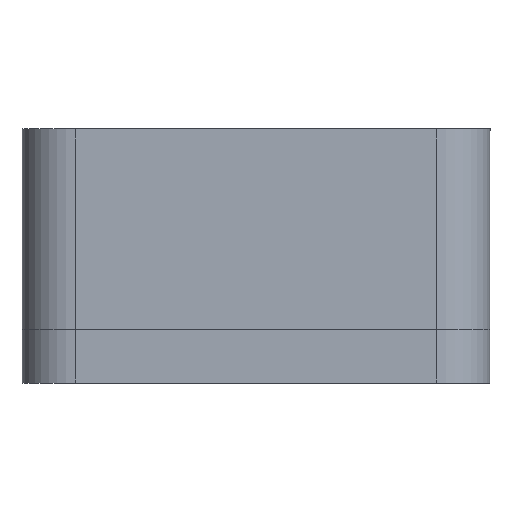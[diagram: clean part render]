
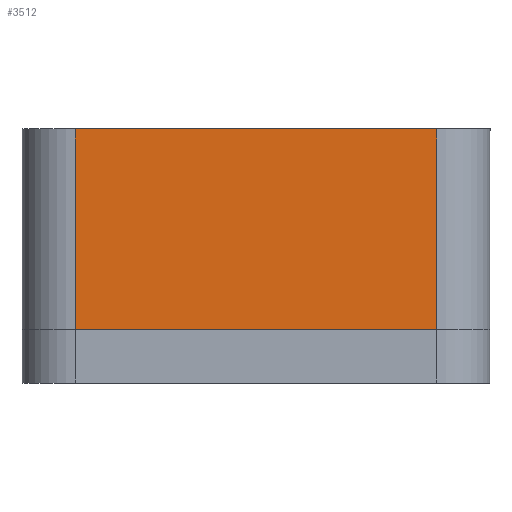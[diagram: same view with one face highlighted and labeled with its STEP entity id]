
A CAD part, left-side view. The second image highlights one B-rep face of the part: STEP entity #3512.
In plain terms, the highlighted planar face has unit normal (-1, 0, 0).
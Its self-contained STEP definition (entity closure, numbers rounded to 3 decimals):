
#3512=ADVANCED_FACE('',(#9928),#9930,.T.);
#9928=FACE_BOUND('',#9929,.T.);
#9929=EDGE_LOOP('',(#15173,#15174,#15175,#15176));
#9930=PLANE('',#9931);
#9931=AXIS2_PLACEMENT_3D('',#9932,#9933,#9934);
#9932=CARTESIAN_POINT('',(-60.,35.,0.));
#9933=DIRECTION('',(-1.,0.,0.));
#9934=DIRECTION('',(0.,-1.,0.));
#15173=ORIENTED_EDGE('',*,*,#18157,.T.);
#15174=ORIENTED_EDGE('',*,*,#17937,.F.);
#15175=ORIENTED_EDGE('',*,*,#18158,.F.);
#15176=ORIENTED_EDGE('',*,*,#17867,.T.);
#17867=EDGE_CURVE('',#19794,#19792,#19795,.T.);
#17937=EDGE_CURVE('',#19921,#19923,#19924,.T.);
#18157=EDGE_CURVE('',#19792,#19923,#20341,.T.);
#18158=EDGE_CURVE('',#19794,#19921,#20342,.T.);
#19792=VERTEX_POINT('',#23876);
#19794=VERTEX_POINT('',#23881);
#19795=LINE('',#23882,#23883);
#19921=VERTEX_POINT('',#24266);
#19923=VERTEX_POINT('',#24271);
#19924=LINE('',#24272,#24273);
#20341=LINE('',#25284,#25285);
#20342=LINE('',#25287,#25288);
#23876=CARTESIAN_POINT('',(-60.,-27.,-18.));
#23881=CARTESIAN_POINT('',(-60.,27.,-18.));
#23882=CARTESIAN_POINT('',(-60.,27.,-18.));
#23883=VECTOR('',#23884,1.);
#23884=DIRECTION('',(0.,-1.,0.));
#24266=CARTESIAN_POINT('',(-60.,27.,12.));
#24271=CARTESIAN_POINT('',(-60.,-27.,12.));
#24272=CARTESIAN_POINT('',(-60.,27.,12.));
#24273=VECTOR('',#24274,1.);
#24274=DIRECTION('',(0.,-1.,0.));
#25284=CARTESIAN_POINT('',(-60.,-27.,-18.));
#25285=VECTOR('',#25286,1.);
#25286=DIRECTION('',(0.,0.,1.));
#25287=CARTESIAN_POINT('',(-60.,27.,-18.));
#25288=VECTOR('',#25289,1.);
#25289=DIRECTION('',(0.,0.,1.));
